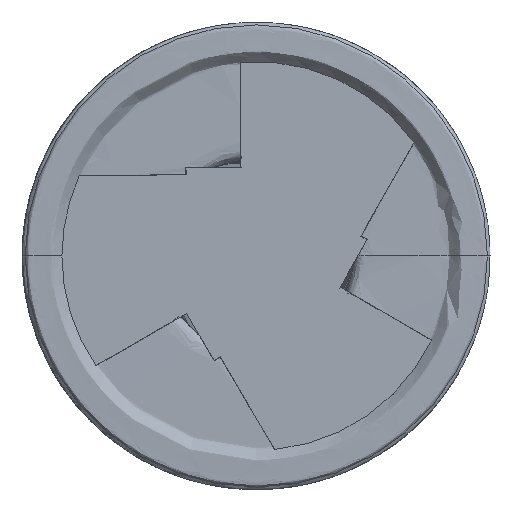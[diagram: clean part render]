
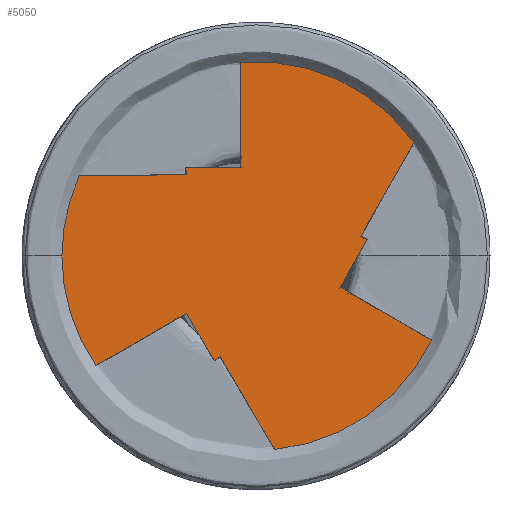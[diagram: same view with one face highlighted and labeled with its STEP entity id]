
A CAD part, left-side view. The second image highlights one B-rep face of the part: STEP entity #5050.
In plain terms, the highlighted planar face has unit normal (-1, 0, 0).
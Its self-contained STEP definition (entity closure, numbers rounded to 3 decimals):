
#56 = CARTESIAN_POINT ( 'NONE',  ( 0., -1.87, -3.239 ) ) ;
#75 = CARTESIAN_POINT ( 'NONE',  ( 0., -5.959, 0.879 ) ) ;
#78 = ORIENTED_EDGE ( 'NONE', *, *, #5619, .T. ) ;
#141 = CARTESIAN_POINT ( 'NONE',  ( 0., 4.096, -2.408 ) ) ;
#172 = DIRECTION ( 'NONE',  ( -1., 0., 0. ) ) ;
#178 = ORIENTED_EDGE ( 'NONE', *, *, #1758, .F. ) ;
#185 = LINE ( 'NONE', #4713, #4793 ) ;
#216 = CARTESIAN_POINT ( 'NONE',  ( 0., 3.771, -2.217 ) ) ;
#225 = VERTEX_POINT ( 'NONE', #75 ) ;
#299 = EDGE_CURVE ( 'NONE', #4440, #5076, #4536, .T. ) ;
#363 = EDGE_CURVE ( 'NONE', #1290, #3129, #5707, .T. ) ;
#419 = VERTEX_POINT ( 'NONE', #2959 ) ;
#423 = CARTESIAN_POINT ( 'NONE',  ( 0., 1.892, -5.412 ) ) ;
#430 = VECTOR ( 'NONE', #4359, 1000. ) ;
#441 = CARTESIAN_POINT ( 'NONE',  ( 0., 3.741, 0. ) ) ;
#517 = DIRECTION ( 'NONE',  ( 0., 0.493, -0.87 ) ) ;
#584 = DIRECTION ( 'NONE',  ( 0., -0.507, -0.862 ) ) ;
#600 = DIRECTION ( 'NONE',  ( 0., 1., -0.008 ) ) ;
#622 = CARTESIAN_POINT ( 'NONE',  ( 0., -0.033, 0. ) ) ;
#677 = CARTESIAN_POINT ( 'NONE',  ( 0., 0.816, 4.745 ) ) ;
#713 = FACE_OUTER_BOUND ( 'NONE', #1835, .T. ) ;
#845 = CARTESIAN_POINT ( 'NONE',  ( 0., -4.517, -1.666 ) ) ;
#887 = DIRECTION ( 'NONE',  ( 0., 0., 1. ) ) ;
#914 = CIRCLE ( 'NONE', #4899, 10.397 ) ;
#990 = LINE ( 'NONE', #141, #5576 ) ;
#1076 = DIRECTION ( 'NONE',  ( 0., 0., 1. ) ) ;
#1077 = PLANE ( 'NONE',  #5013 ) ;
#1097 = DIRECTION ( 'NONE',  ( 0., 0., -1. ) ) ;
#1165 = EDGE_CURVE ( 'NONE', #419, #4794, #1518, .T. ) ;
#1198 = CARTESIAN_POINT ( 'NONE',  ( 0., 9.434, 4.3 ) ) ;
#1289 = AXIS2_PLACEMENT_3D ( 'NONE', #2172, #5268, #2633 ) ;
#1290 = VERTEX_POINT ( 'NONE', #423 ) ;
#1308 = LINE ( 'NONE', #216, #3546 ) ;
#1377 = ORIENTED_EDGE ( 'NONE', *, *, #2671, .F. ) ;
#1379 = EDGE_CURVE ( 'NONE', #4204, #2184, #3181, .T. ) ;
#1393 = ORIENTED_EDGE ( 'NONE', *, *, #2517, .F. ) ;
#1418 = ORIENTED_EDGE ( 'NONE', *, *, #1663, .T. ) ;
#1518 = CIRCLE ( 'NONE', #1289, 10.397 ) ;
#1584 = EDGE_CURVE ( 'NONE', #3776, #4107, #2777, .T. ) ;
#1649 = VECTOR ( 'NONE', #3822, 1000. ) ;
#1663 = EDGE_CURVE ( 'NONE', #2396, #2809, #4087, .T. ) ;
#1681 = ORIENTED_EDGE ( 'NONE', *, *, #1165, .T. ) ;
#1758 = EDGE_CURVE ( 'NONE', #419, #1290, #1308, .T. ) ;
#1759 = CARTESIAN_POINT ( 'NONE',  ( 0., 3.741, 4.722 ) ) ;
#1803 = VERTEX_POINT ( 'NONE', #3840 ) ;
#1823 = CARTESIAN_POINT ( 'NONE',  ( 0., -0.033, 0. ) ) ;
#1835 = EDGE_LOOP ( 'NONE', ( #5240, #2280, #1393, #1418, #4280, #2719, #78, #3635, #4512, #5445, #4189, #178, #1681, #1377, #4496, #2445 ) ) ;
#1905 = EDGE_CURVE ( 'NONE', #2184, #2809, #1930, .T. ) ;
#1930 = LINE ( 'NONE', #441, #4307 ) ;
#2091 = LINE ( 'NONE', #4790, #5471 ) ;
#2095 = DIRECTION ( 'NONE',  ( 0., 0.866, -0.5 ) ) ;
#2172 = CARTESIAN_POINT ( 'NONE',  ( 0., -0.033, 0. ) ) ;
#2174 = VERTEX_POINT ( 'NONE', #3238 ) ;
#2184 = VERTEX_POINT ( 'NONE', #5015 ) ;
#2274 = DIRECTION ( 'NONE',  ( 0., 0., 1. ) ) ;
#2280 = ORIENTED_EDGE ( 'NONE', *, *, #4067, .T. ) ;
#2292 = CARTESIAN_POINT ( 'NONE',  ( 0., 0.035, 4.374 ) ) ;
#2396 = VERTEX_POINT ( 'NONE', #677 ) ;
#2445 = ORIENTED_EDGE ( 'NONE', *, *, #3806, .F. ) ;
#2447 = DIRECTION ( 'NONE',  ( 0., 0.507, 0.862 ) ) ;
#2517 = EDGE_CURVE ( 'NONE', #2396, #1803, #2091, .T. ) ;
#2591 = DIRECTION ( 'NONE',  ( 0., 0., 1. ) ) ;
#2633 = DIRECTION ( 'NONE',  ( 0., 0., 1. ) ) ;
#2647 = VECTOR ( 'NONE', #600, 1000. ) ;
#2671 = EDGE_CURVE ( 'NONE', #4765, #4794, #185, .T. ) ;
#2675 = CARTESIAN_POINT ( 'NONE',  ( 0., -9.41, -4.49 ) ) ;
#2719 = ORIENTED_EDGE ( 'NONE', *, *, #1379, .F. ) ;
#2750 = DIRECTION ( 'NONE',  ( 0., -1., 0.008 ) ) ;
#2777 = LINE ( 'NONE', #4599, #5132 ) ;
#2809 = VERTEX_POINT ( 'NONE', #1759 ) ;
#2834 = AXIS2_PLACEMENT_3D ( 'NONE', #622, #3757, #1076 ) ;
#2858 = CARTESIAN_POINT ( 'NONE',  ( 0., -0.033, 0. ) ) ;
#2902 = CIRCLE ( 'NONE', #4161, 10.397 ) ;
#2921 = CARTESIAN_POINT ( 'NONE',  ( 0., -8.471, 6.074 ) ) ;
#2959 = CARTESIAN_POINT ( 'NONE',  ( 0., -1.011, -10.351 ) ) ;
#2985 = DIRECTION ( 'NONE',  ( 0., 0.866, -0.5 ) ) ;
#3108 = EDGE_CURVE ( 'NONE', #2174, #5076, #5600, .T. ) ;
#3129 = VERTEX_POINT ( 'NONE', #4636 ) ;
#3181 = LINE ( 'NONE', #2292, #3330 ) ;
#3227 = VECTOR ( 'NONE', #2095, 1000. ) ;
#3238 = CARTESIAN_POINT ( 'NONE',  ( 0., 10.365, 0. ) ) ;
#3284 = CARTESIAN_POINT ( 'NONE',  ( 0., 0.038, 4.751 ) ) ;
#3298 = DIRECTION ( 'NONE',  ( 0., 0., 1. ) ) ;
#3322 = CARTESIAN_POINT ( 'NONE',  ( 0., 0., 0. ) ) ;
#3330 = VECTOR ( 'NONE', #2750, 1000. ) ;
#3546 = VECTOR ( 'NONE', #2447, 1000. ) ;
#3635 = ORIENTED_EDGE ( 'NONE', *, *, #3108, .T. ) ;
#3757 = DIRECTION ( 'NONE',  ( -1., 0., 0. ) ) ;
#3776 = VERTEX_POINT ( 'NONE', #2921 ) ;
#3780 = DIRECTION ( 'NONE',  ( 1., 0., 0. ) ) ;
#3806 = EDGE_CURVE ( 'NONE', #4107, #225, #4012, .T. ) ;
#3822 = DIRECTION ( 'NONE',  ( 0., -0.866, -0.5 ) ) ;
#3840 = CARTESIAN_POINT ( 'NONE',  ( 0., 0.816, 10.362 ) ) ;
#3919 = CARTESIAN_POINT ( 'NONE',  ( 0., -4.133, -2.343 ) ) ;
#4012 = LINE ( 'NONE', #5554, #1649 ) ;
#4067 = EDGE_CURVE ( 'NONE', #3776, #1803, #2902, .T. ) ;
#4087 = LINE ( 'NONE', #3284, #2647 ) ;
#4107 = VERTEX_POINT ( 'NONE', #5373 ) ;
#4161 = AXIS2_PLACEMENT_3D ( 'NONE', #1823, #4932, #2274 ) ;
#4189 = ORIENTED_EDGE ( 'NONE', *, *, #363, .F. ) ;
#4204 = VERTEX_POINT ( 'NONE', #1198 ) ;
#4268 = DIRECTION ( 'NONE',  ( 0., -0.866, -0.5 ) ) ;
#4280 = ORIENTED_EDGE ( 'NONE', *, *, #1905, .F. ) ;
#4307 = VECTOR ( 'NONE', #887, 1000. ) ;
#4359 = DIRECTION ( 'NONE',  ( 0., -0.493, 0.87 ) ) ;
#4404 = VECTOR ( 'NONE', #2985, 1000. ) ;
#4440 = VERTEX_POINT ( 'NONE', #5518 ) ;
#4477 = CARTESIAN_POINT ( 'NONE',  ( 0., -0.408, -0.707 ) ) ;
#4496 = ORIENTED_EDGE ( 'NONE', *, *, #5248, .T. ) ;
#4512 = ORIENTED_EDGE ( 'NONE', *, *, #299, .F. ) ;
#4536 = LINE ( 'NONE', #4477, #4404 ) ;
#4599 = CARTESIAN_POINT ( 'NONE',  ( 0., -3.805, -2.157 ) ) ;
#4636 = CARTESIAN_POINT ( 'NONE',  ( 0., 2.219, -5.6 ) ) ;
#4713 = CARTESIAN_POINT ( 'NONE',  ( 0., -0.408, 0.707 ) ) ;
#4765 = VERTEX_POINT ( 'NONE', #845 ) ;
#4790 = CARTESIAN_POINT ( 'NONE',  ( 0., 0.816, 0. ) ) ;
#4793 = VECTOR ( 'NONE', #4268, 1000. ) ;
#4794 = VERTEX_POINT ( 'NONE', #2675 ) ;
#4899 = AXIS2_PLACEMENT_3D ( 'NONE', #2858, #172, #3298 ) ;
#4932 = DIRECTION ( 'NONE',  ( -1., 0., 0. ) ) ;
#4950 = EDGE_CURVE ( 'NONE', #4440, #3129, #990, .T. ) ;
#5013 = AXIS2_PLACEMENT_3D ( 'NONE', #3322, #3780, #1097 ) ;
#5015 = CARTESIAN_POINT ( 'NONE',  ( 0., 3.741, 4.345 ) ) ;
#5050 = ADVANCED_FACE ( 'NONE', ( #713 ), #1077, .F. ) ;
#5076 = VERTEX_POINT ( 'NONE', #5180 ) ;
#5132 = VECTOR ( 'NONE', #517, 1000. ) ;
#5180 = CARTESIAN_POINT ( 'NONE',  ( 0., 8.545, -5.876 ) ) ;
#5240 = ORIENTED_EDGE ( 'NONE', *, *, #1584, .F. ) ;
#5248 = EDGE_CURVE ( 'NONE', #4765, #225, #5306, .T. ) ;
#5268 = DIRECTION ( 'NONE',  ( -1., 0., 0. ) ) ;
#5306 = LINE ( 'NONE', #3919, #430 ) ;
#5373 = CARTESIAN_POINT ( 'NONE',  ( 0., -5.633, 1.067 ) ) ;
#5445 = ORIENTED_EDGE ( 'NONE', *, *, #4950, .T. ) ;
#5471 = VECTOR ( 'NONE', #2591, 1000. ) ;
#5518 = CARTESIAN_POINT ( 'NONE',  ( 0., 3.701, -3.079 ) ) ;
#5554 = CARTESIAN_POINT ( 'NONE',  ( 0., -1.87, 3.239 ) ) ;
#5576 = VECTOR ( 'NONE', #584, 1000. ) ;
#5600 = CIRCLE ( 'NONE', #2834, 10.397 ) ;
#5619 = EDGE_CURVE ( 'NONE', #4204, #2174, #914, .T. ) ;
#5707 = LINE ( 'NONE', #56, #3227 ) ;
